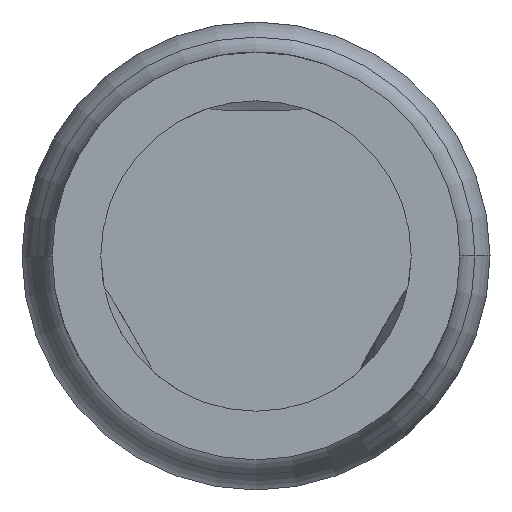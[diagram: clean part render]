
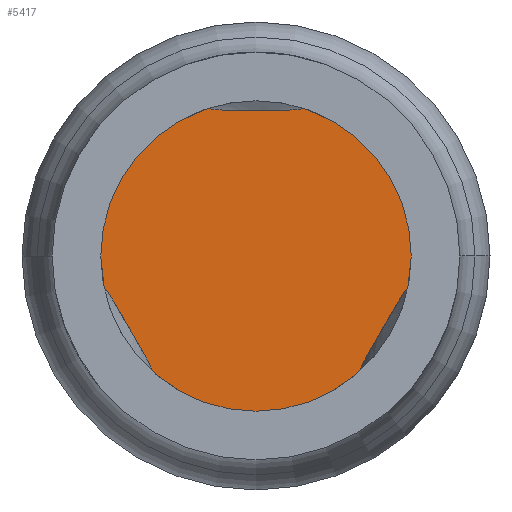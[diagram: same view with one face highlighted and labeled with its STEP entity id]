
A CAD part, front view. The second image highlights one B-rep face of the part: STEP entity #5417.
In plain terms, the highlighted planar face has unit normal (0, -1, 0).
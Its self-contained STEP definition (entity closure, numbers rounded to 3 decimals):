
#116 = EDGE_LOOP ( 'NONE', ( #2127, #1740 ) ) ;
#259 = EDGE_CURVE ( 'Defeature ausgef�hrt1_0+Defeature ausgef�hrt1_42+Defeature ausgef�hrt1_42+Defeature ausgef�hrt1_42', #2358, #4802, #4960, .T. ) ;
#549 = DIRECTION ( 'NONE',  ( 0., 1., 0. ) ) ;
#572 = AXIS2_PLACEMENT_3D ( 'NONE', #2858, #3309, #2841 ) ;
#1029 = CARTESIAN_POINT ( 'NONE',  ( 0., -25.3, 0. ) ) ;
#1130 = AXIS2_PLACEMENT_3D ( 'NONE', #1029, #4089, #4535 ) ;
#1131 = FACE_OUTER_BOUND ( 'NONE', #116, .T. ) ;
#1283 = CIRCLE ( 'NONE', #2955, 0.338 ) ;
#1434 = CARTESIAN_POINT ( 'NONE',  ( 0., -25.3, 0. ) ) ;
#1740 = ORIENTED_EDGE ( 'NONE', *, *, #259, .F. ) ;
#2127 = ORIENTED_EDGE ( 'NONE', *, *, #3248, .F. ) ;
#2358 = VERTEX_POINT ( 'NONE', #5542 ) ;
#2841 = DIRECTION ( 'NONE',  ( 1., 0., 0. ) ) ;
#2858 = CARTESIAN_POINT ( 'NONE',  ( 0., -25.3, 0. ) ) ;
#2896 = CARTESIAN_POINT ( 'NONE',  ( -0.338, -25.3, 0. ) ) ;
#2955 = AXIS2_PLACEMENT_3D ( 'NONE', #1434, #549, #4982 ) ;
#3248 = EDGE_CURVE ( 'Defeature ausgef�hrt1_0+Defeature ausgef�hrt1_42+Defeature ausgef�hrt1_42+Defeature ausgef�hrt1_42', #4802, #2358, #1283, .T. ) ;
#3309 = DIRECTION ( 'NONE',  ( 0., 1., 0. ) ) ;
#3546 = PLANE ( 'NONE',  #1130 ) ;
#4089 = DIRECTION ( 'NONE',  ( 0., 1., 0. ) ) ;
#4535 = DIRECTION ( 'NONE',  ( -1., 0., 0. ) ) ;
#4802 = VERTEX_POINT ( 'NONE', #2896 ) ;
#4960 = CIRCLE ( 'NONE', #572, 0.338 ) ;
#4982 = DIRECTION ( 'NONE',  ( 1., 0., 0. ) ) ;
#5417 = ADVANCED_FACE ( 'Defeature ausgef�hrt1_42', ( #1131 ), #3546, .F. ) ;
#5542 = CARTESIAN_POINT ( 'NONE',  ( 0.338, -25.3, 0. ) ) ;
